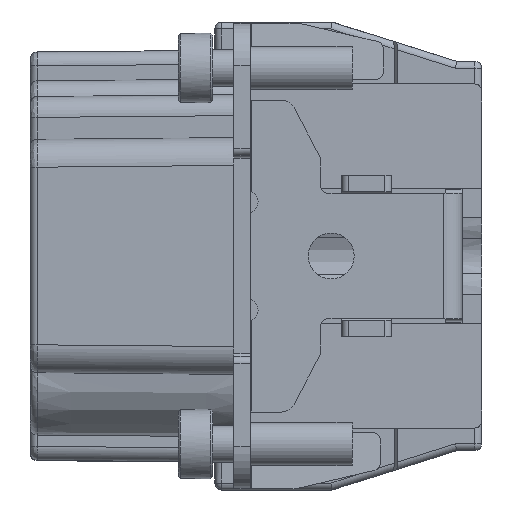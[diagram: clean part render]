
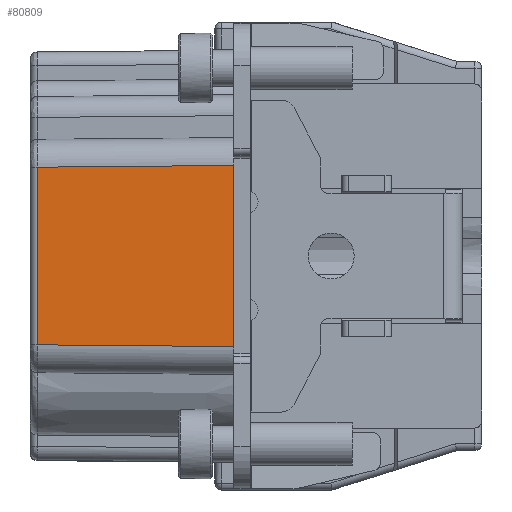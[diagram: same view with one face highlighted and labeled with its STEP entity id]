
A CAD part, left-side view. The second image highlights one B-rep face of the part: STEP entity #80809.
In plain terms, the highlighted planar face has unit normal (-1, 0.009, 0).
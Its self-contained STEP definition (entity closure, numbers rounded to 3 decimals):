
#27029=CARTESIAN_POINT('',(-31.827,15.704,
6.377));
#27040=DIRECTION('',(0.,0.,1.));
#27041=VECTOR('',#27040,12.754);
#27042=CARTESIAN_POINT('',(-31.827,15.704,
-6.377));
#27043=LINE('',#27042,#27041);
#27044=DIRECTION('',(-0.009,-1.,0.009));
#27045=VECTOR('',#27044,14.105);
#27046=CARTESIAN_POINT('',(-31.827,15.704,
6.377));
#27047=LINE('',#27046,#27045);
#27048=DIRECTION('',(0.,0.,1.));
#27049=VECTOR('',#27048,13.);
#27050=CARTESIAN_POINT('',(-31.95,1.6,-6.5));
#27051=LINE('',#27050,#27049);
#27052=DIRECTION('',(0.009,1.,0.009));
#27053=VECTOR('',#27052,14.105);
#27054=CARTESIAN_POINT('',(-31.95,1.6,-6.5));
#27055=LINE('',#27054,#27053);
#38359=CARTESIAN_POINT('',(-31.95,1.6,-6.5));
#38360=CARTESIAN_POINT('',(-31.95,1.6,6.5));
#38361=VERTEX_POINT('',#38359);
#38362=VERTEX_POINT('',#38360);
#38720=VERTEX_POINT('',#27029);
#38723=CARTESIAN_POINT('',(-31.827,15.704,
-6.377));
#38724=VERTEX_POINT('',#38723);
#80796=CARTESIAN_POINT('',(-31.95,1.6,-17.801));
#80797=DIRECTION('',(-1.,0.009,0.));
#80798=DIRECTION('',(0.,0.,1.));
#80799=AXIS2_PLACEMENT_3D('',#80796,#80797,#80798);
#80800=PLANE('',#80799);
#80802=ORIENTED_EDGE('',*,*,#80801,.T.);
#80803=ORIENTED_EDGE('',*,*,#80788,.T.);
#80804=ORIENTED_EDGE('',*,*,#51688,.F.);
#80806=ORIENTED_EDGE('',*,*,#80805,.T.);
#80807=EDGE_LOOP('',(#80802,#80803,#80804,#80806));
#80808=FACE_OUTER_BOUND('',#80807,.F.);
#80809=ADVANCED_FACE('',(#80808),#80800,.T.);
#51688=EDGE_CURVE('',#38361,#38362,#27051,.T.);
#80788=EDGE_CURVE('',#38720,#38362,#27047,.T.);
#80801=EDGE_CURVE('',#38724,#38720,#27043,.T.);
#80805=EDGE_CURVE('',#38361,#38724,#27055,.T.);
